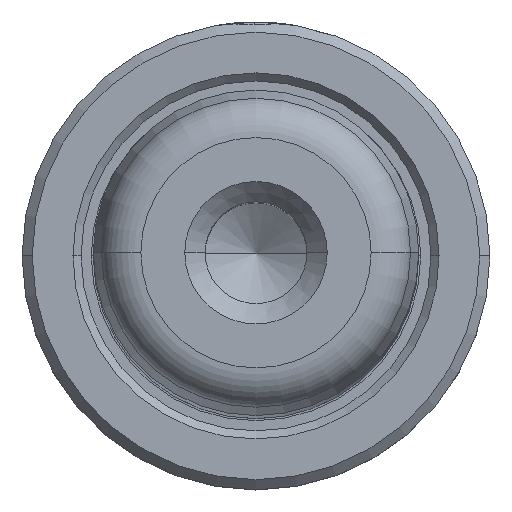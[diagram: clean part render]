
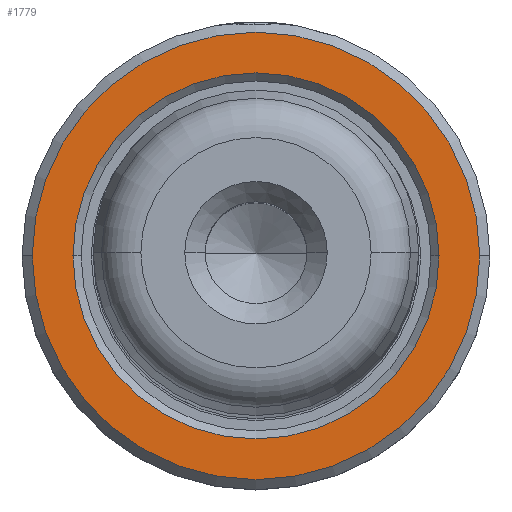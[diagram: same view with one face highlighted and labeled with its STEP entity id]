
A CAD part, top view. The second image highlights one B-rep face of the part: STEP entity #1779.
In plain terms, the highlighted planar face has unit normal (0, 0, 1).
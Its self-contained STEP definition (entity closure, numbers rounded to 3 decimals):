
#36 = CIRCLE ( 'NONE', #1962, 11. ) ;
#101 = FACE_OUTER_BOUND ( 'NONE', #1873, .T. ) ;
#116 = DIRECTION ( 'NONE',  ( -1., 0., 0. ) ) ;
#122 = DIRECTION ( 'NONE',  ( 0., 0., 1. ) ) ;
#124 = CARTESIAN_POINT ( 'NONE',  ( 0., 0., 70. ) ) ;
#159 = DIRECTION ( 'NONE',  ( -1., 0., 0. ) ) ;
#165 = DIRECTION ( 'NONE',  ( 0., 0., -1. ) ) ;
#186 = CARTESIAN_POINT ( 'NONE',  ( 8., 0., 70. ) ) ;
#199 = PLANE ( 'NONE',  #2068 ) ;
#255 = VERTEX_POINT ( 'NONE', #936 ) ;
#272 = ORIENTED_EDGE ( 'NONE', *, *, #1293, .T. ) ;
#282 = CARTESIAN_POINT ( 'NONE',  ( 9., 0., 70. ) ) ;
#298 = ORIENTED_EDGE ( 'NONE', *, *, #1786, .T. ) ;
#348 = DIRECTION ( 'NONE',  ( -1., 0., 0. ) ) ;
#360 = DIRECTION ( 'NONE',  ( 0., 0., -1. ) ) ;
#369 = CARTESIAN_POINT ( 'NONE',  ( 0., 0., 70. ) ) ;
#419 = CARTESIAN_POINT ( 'NONE',  ( 11., 0., 70. ) ) ;
#458 = CARTESIAN_POINT ( 'NONE',  ( -11., 0., 70. ) ) ;
#794 = DIRECTION ( 'NONE',  ( -1., 0., 0. ) ) ;
#801 = DIRECTION ( 'NONE',  ( 0., 0., 1. ) ) ;
#808 = CARTESIAN_POINT ( 'NONE',  ( 0., 0., 70. ) ) ;
#936 = CARTESIAN_POINT ( 'NONE',  ( -9., 0., 70. ) ) ;
#1181 = AXIS2_PLACEMENT_3D ( 'NONE', #369, #360, #348 ) ;
#1254 = CIRCLE ( 'NONE', #1181, 9. ) ;
#1293 = EDGE_CURVE ( 'NONE', #255, #1725, #1370, .T. ) ;
#1331 = AXIS2_PLACEMENT_3D ( 'NONE', #1517, #1515, #1507 ) ;
#1370 = CIRCLE ( 'NONE', #1331, 9. ) ;
#1507 = DIRECTION ( 'NONE',  ( -1., 0., 0. ) ) ;
#1515 = DIRECTION ( 'NONE',  ( 0., 0., -1. ) ) ;
#1517 = CARTESIAN_POINT ( 'NONE',  ( 0., 0., 70. ) ) ;
#1667 = VERTEX_POINT ( 'NONE', #419 ) ;
#1677 = EDGE_CURVE ( 'NONE', #1725, #255, #1254, .T. ) ;
#1725 = VERTEX_POINT ( 'NONE', #282 ) ;
#1764 = EDGE_LOOP ( 'NONE', ( #1978, #272 ) ) ;
#1772 = CIRCLE ( 'NONE', #1932, 11. ) ;
#1779 = ADVANCED_FACE ( 'NONE', ( #101, #2020 ), #199, .F. ) ;
#1786 = EDGE_CURVE ( 'NONE', #1667, #2359, #36, .T. ) ;
#1860 = ORIENTED_EDGE ( 'NONE', *, *, #2310, .T. ) ;
#1873 = EDGE_LOOP ( 'NONE', ( #1860, #298 ) ) ;
#1932 = AXIS2_PLACEMENT_3D ( 'NONE', #808, #801, #794 ) ;
#1962 = AXIS2_PLACEMENT_3D ( 'NONE', #124, #122, #116 ) ;
#1978 = ORIENTED_EDGE ( 'NONE', *, *, #1677, .T. ) ;
#2020 = FACE_BOUND ( 'NONE', #1764, .T. ) ;
#2068 = AXIS2_PLACEMENT_3D ( 'NONE', #186, #165, #159 ) ;
#2310 = EDGE_CURVE ( 'NONE', #2359, #1667, #1772, .T. ) ;
#2359 = VERTEX_POINT ( 'NONE', #458 ) ;
